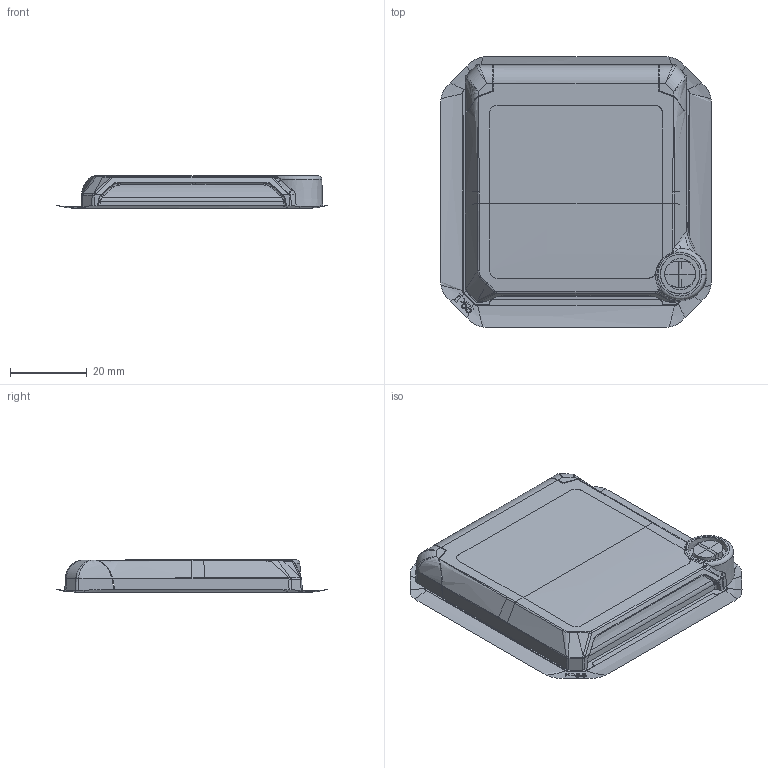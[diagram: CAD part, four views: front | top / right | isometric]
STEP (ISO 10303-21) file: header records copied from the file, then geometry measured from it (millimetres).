
FILE_DESCRIPTION(('CATIA V5 STEP Exchange','CAx-IF Rec.Pracs.--- Model Styling and Organization---1.5--- 2016-08-15','CAx-IF Rec.Pracs.---Supplemental Geometry---1.0---2011-11-01','CAx-IF Rec.Pracs.--- Composite Materials ---1.1---2010-07-15'),'2;1');
FILE_NAME('069579L.stp','2022-03-31T15:02:46+00:00',('none'),('none'),'CATIA Version 5-6 Release 2020 SP3','CATIA V5 STEP AP214 v2','none');
FILE_SCHEMA(('AUTOMOTIVE_DESIGN { 1 0 10303 214 1 1 1 1 }'));
Length unit declared in the file: millimetre
Products named in the file (1): T002701_A _AllCATPart
Bounding box: 70.42 x 70.42 x 8.74 mm (x, y, z)
Surface area: 10015.4 mm2 (no closed solid volume)
Topology: 0 solids, 22 shells, 205 faces, 846 edges, 654 vertices
Faces by surface type: bspline 149, plane 28, cylinder 18, cone 6, extrusion 2, torus 2
Entity records: 19000 total; most frequent: CARTESIAN_POINT 14370, ORIENTED_EDGE 1152, EDGE_CURVE 700, B_SPLINE_CURVE_WITH_KNOTS 636, VERTEX_POINT 498, DIRECTION 241, EDGE_LOOP 209, ADVANCED_FACE 205
